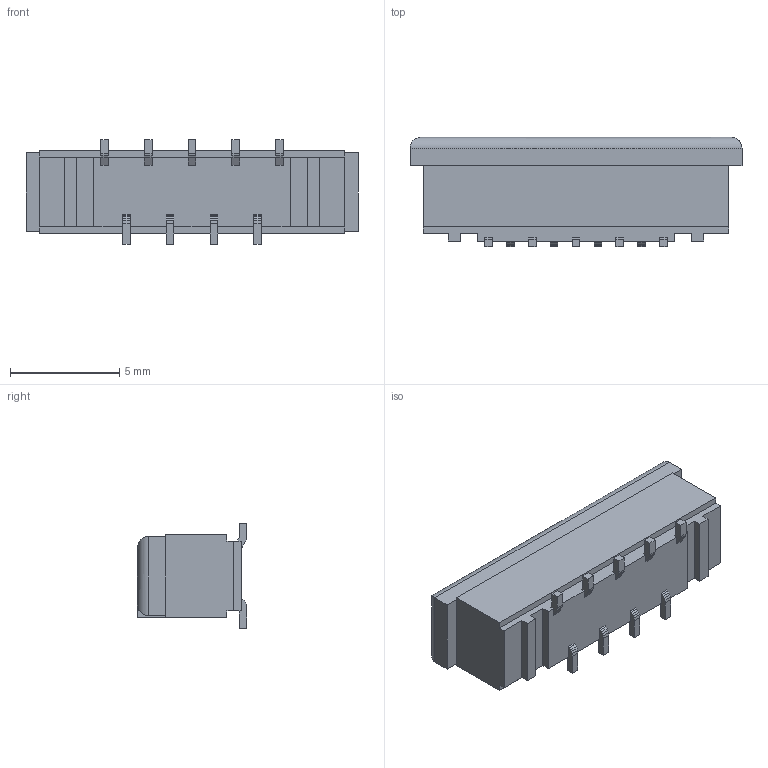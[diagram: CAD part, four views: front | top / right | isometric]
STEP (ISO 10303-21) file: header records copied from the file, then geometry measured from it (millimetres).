
FILE_DESCRIPTION(('STEP AP214'),'1');
FILE_NAME('ffc_fpc_affc10-09-100-svs-t.stp','2015-04-30T10:18:03',('TraceParts'),('TraceParts S.A.'),'XStep 1.0',' ',' ');
FILE_SCHEMA(('automotive_design'));
Length unit declared in the file: millimetre
Products named in the file (1): 1
Bounding box: 15.2 x 5 x 4.8 mm (x, y, z)
Volume: 230.9 mm3; surface area: 380.5 mm2
Topology: 1 solids, 1 shells, 398 faces, 1180 edges, 784 vertices
Faces by surface type: plane 393, cylinder 5
Entity records: 26082 total; most frequent: CARTESIAN_POINT 2363, STYLED_ITEM 2362, PRESENTATION_STYLE_ASSIGNMENT 2362, COLOUR_RGB 2362, ORIENTED_EDGE 2360, DIRECTION 1984, EDGE_CURVE 1180, CURVE_STYLE 1180
